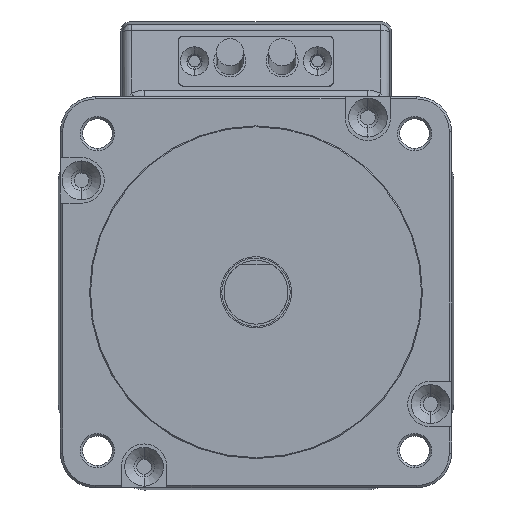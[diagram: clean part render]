
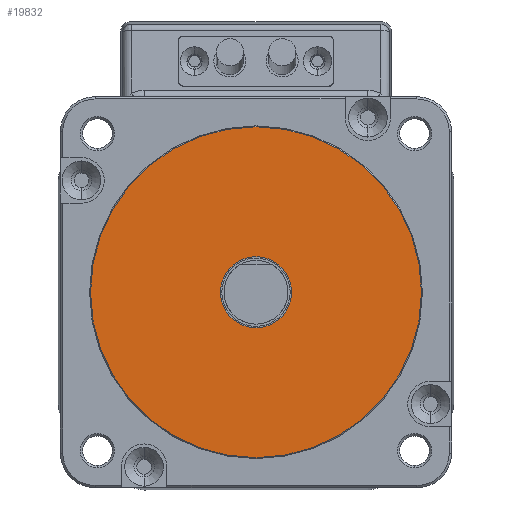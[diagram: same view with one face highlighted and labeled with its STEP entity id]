
A CAD part, front view. The second image highlights one B-rep face of the part: STEP entity #19832.
In plain terms, the highlighted planar face has unit normal (0, -1, 0).
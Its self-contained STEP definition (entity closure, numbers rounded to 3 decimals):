
#1393 = AXIS2_PLACEMENT_3D ( 'NONE', #25357, #28112, #11578 ) ;
#1619 = DIRECTION ( 'NONE',  ( 0., -1., 0. ) ) ;
#6161 = CIRCLE ( 'NONE', #34386, 7.8 ) ;
#6206 = CARTESIAN_POINT ( 'NONE',  ( 36.313, -1.7, 0. ) ) ;
#8360 = FACE_OUTER_BOUND ( 'NONE', #35845, .T. ) ;
#8678 = CARTESIAN_POINT ( 'NONE',  ( -36.313, -1.7, 0. ) ) ;
#9793 = DIRECTION ( 'NONE',  ( 0., 1., 0. ) ) ;
#11578 = DIRECTION ( 'NONE',  ( 0., 0., -1. ) ) ;
#12000 = CARTESIAN_POINT ( 'NONE',  ( 0., -1.7, 0. ) ) ;
#12063 = VERTEX_POINT ( 'NONE', #8678 ) ;
#12656 = DIRECTION ( 'NONE',  ( 0., 1., 0. ) ) ;
#12830 = EDGE_CURVE ( 'NONE', #25690, #29525, #20544, .T. ) ;
#14724 = CARTESIAN_POINT ( 'NONE',  ( 0., -1.7, -7.8 ) ) ;
#14802 = DIRECTION ( 'NONE',  ( -1., 0., 0. ) ) ;
#15330 = AXIS2_PLACEMENT_3D ( 'NONE', #12000, #31340, #14802 ) ;
#16165 = CIRCLE ( 'NONE', #15330, 36.313 ) ;
#16210 = PLANE ( 'NONE',  #1393 ) ;
#18240 = CARTESIAN_POINT ( 'NONE',  ( 0., -1.7, 0. ) ) ;
#18271 = AXIS2_PLACEMENT_3D ( 'NONE', #18240, #1619, #21013 ) ;
#19832 = ADVANCED_FACE ( 'NONE', ( #23097, #8360 ), #16210, .T. ) ;
#20147 = CIRCLE ( 'NONE', #18271, 36.313 ) ;
#20544 = CIRCLE ( 'NONE', #35925, 7.8 ) ;
#21013 = DIRECTION ( 'NONE',  ( -1., 0., 0. ) ) ;
#22837 = ORIENTED_EDGE ( 'NONE', *, *, #12830, .T. ) ;
#23097 = FACE_BOUND ( 'NONE', #23777, .T. ) ;
#23153 = ORIENTED_EDGE ( 'NONE', *, *, #25757, .T. ) ;
#23777 = EDGE_LOOP ( 'NONE', ( #30865, #22837 ) ) ;
#25271 = CARTESIAN_POINT ( 'NONE',  ( 0., -1.7, 7.8 ) ) ;
#25357 = CARTESIAN_POINT ( 'NONE',  ( 0., -1.7, 0. ) ) ;
#25690 = VERTEX_POINT ( 'NONE', #14724 ) ;
#25757 = EDGE_CURVE ( 'NONE', #12063, #26037, #20147, .T. ) ;
#26037 = VERTEX_POINT ( 'NONE', #6206 ) ;
#26335 = CARTESIAN_POINT ( 'NONE',  ( 0., -1.7, 0. ) ) ;
#28112 = DIRECTION ( 'NONE',  ( 0., -1., 0. ) ) ;
#28251 = ORIENTED_EDGE ( 'NONE', *, *, #35074, .T. ) ;
#29135 = DIRECTION ( 'NONE',  ( 0., 0., 1. ) ) ;
#29194 = CARTESIAN_POINT ( 'NONE',  ( 0., -1.7, 0. ) ) ;
#29525 = VERTEX_POINT ( 'NONE', #25271 ) ;
#30865 = ORIENTED_EDGE ( 'NONE', *, *, #35766, .T. ) ;
#31340 = DIRECTION ( 'NONE',  ( 0., -1., 0. ) ) ;
#32019 = DIRECTION ( 'NONE',  ( 0., 0., 1. ) ) ;
#34386 = AXIS2_PLACEMENT_3D ( 'NONE', #29194, #12656, #32019 ) ;
#35074 = EDGE_CURVE ( 'NONE', #26037, #12063, #16165, .T. ) ;
#35766 = EDGE_CURVE ( 'NONE', #29525, #25690, #6161, .T. ) ;
#35845 = EDGE_LOOP ( 'NONE', ( #23153, #28251 ) ) ;
#35925 = AXIS2_PLACEMENT_3D ( 'NONE', #26335, #9793, #29135 ) ;
